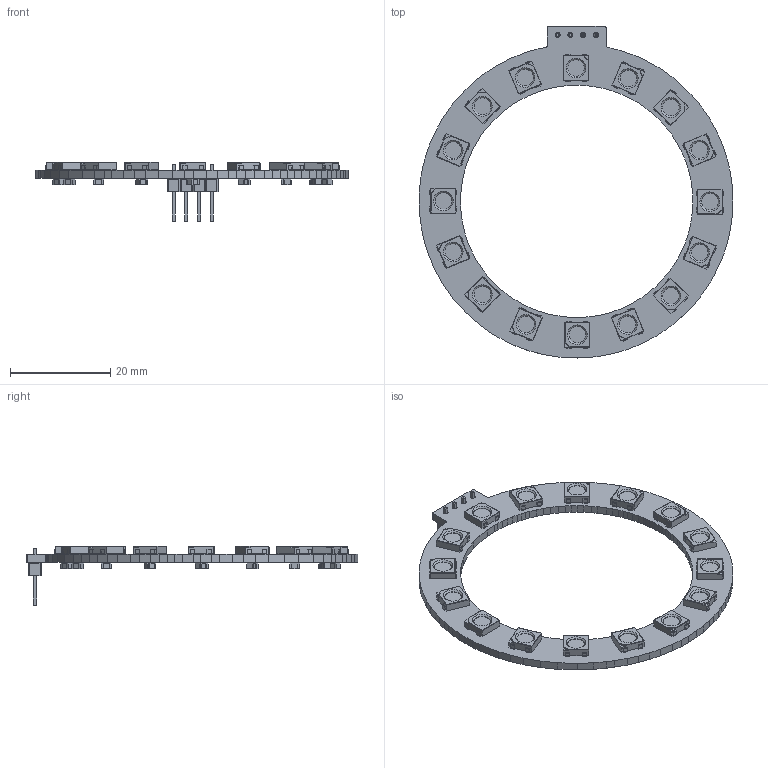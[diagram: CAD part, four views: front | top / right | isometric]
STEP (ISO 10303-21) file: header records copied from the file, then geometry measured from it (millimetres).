
FILE_DESCRIPTION(('KiCad electronic assembly'),'2;1');
FILE_NAME('WS2812B-16-LED-RING.step','2024-03-30T14:54:43',('Pcbnew'),( 'Kicad'),'Open CASCADE STEP processor 7.7','KiCad to STEP converter' ,'Unknown');
FILE_SCHEMA(('AUTOMOTIVE_DESIGN { 1 0 10303 214 1 1 1 1 }'));
Length unit declared in the file: millimetre
Products named in the file (8): WS2812B-16-LED-RING 1; LED_WS2812B_PLCC4_5.0x5.0mm_P3.2mm; SOLID; PinHeader_1x04_P2.54mm_Vertical; C_0805_2012Metric; WS2812B-16-LED-RING PCB
Assembly tree (37 placements, depth 3):
  WS2812B-16-LED-RING 1
    LED_WS2812B_PLCC4_5.0x5.0mm_P3.2mm  x16
      SOLID
    PinHeader_1x04_P2.54mm_Vertical
      SOLID
    C_0805_2012Metric  x16
      SOLID
    WS2812B-16-LED-RING PCB
Bounding box: 62.62 x 66.25 x 11.92 mm (x, y, z)
Volume: 2967.1 mm3; surface area: 5322.6 mm2
Topology: 34 solids, 34 shells, 1844 faces, 5224 edges, 3440 vertices
Faces by surface type: plane 1280, cylinder 548, cone 16
Full cylindrical faces by diameter (mm): 1 x4, 3.333 x16
Entity records: 29537 total; most frequent: CARTESIAN_POINT 5031, DIRECTION 4296, LINE 3239, VECTOR 3239, ORIENTED_EDGE 2258, PCURVE 2258, DEFINITIONAL_REPRESENTATION 2258, EDGE_CURVE 1129
